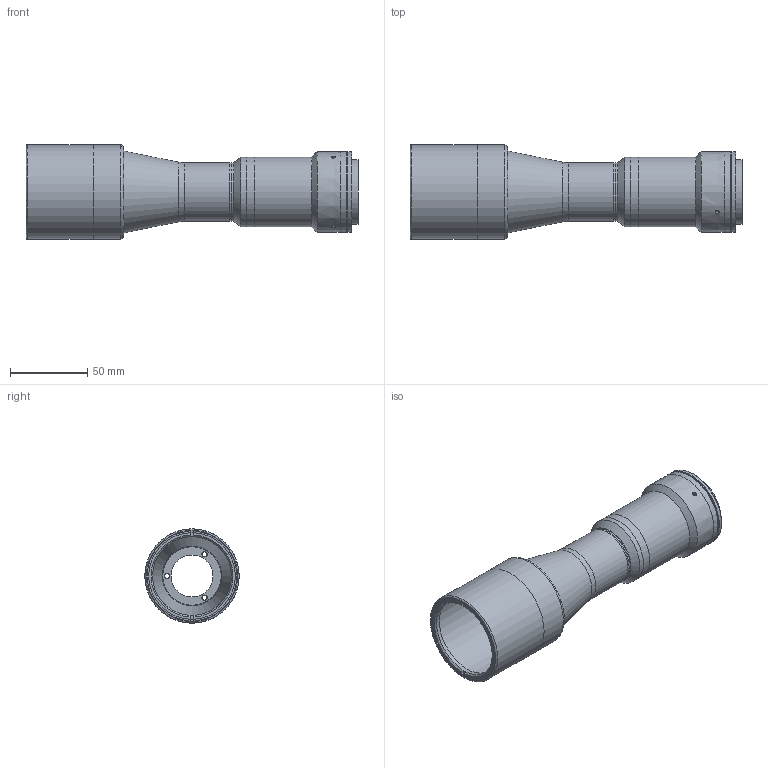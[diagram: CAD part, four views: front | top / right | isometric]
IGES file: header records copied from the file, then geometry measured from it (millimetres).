
Start section: SolidWorks IGES file using analytic representation for surfaces
Global section: file name: DP32083-A_TC10M036-J.igs; native system: SolidWorks 2021; preprocessor: SolidWorks 2021; author: lfspanu; date: 221206.171911; units: millimetre
Bounding box: 214.73 x 61 x 61 mm (x, y, z)
Surface area: 51113.5 mm2 (no closed solid volume)
Topology: 0 solids, 0 shells, 65 faces, 385 edges, 354 vertices
Faces by surface type: revolution 37, bspline 28
